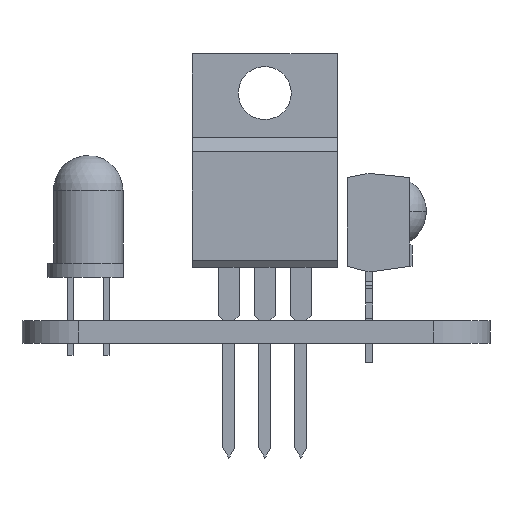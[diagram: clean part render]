
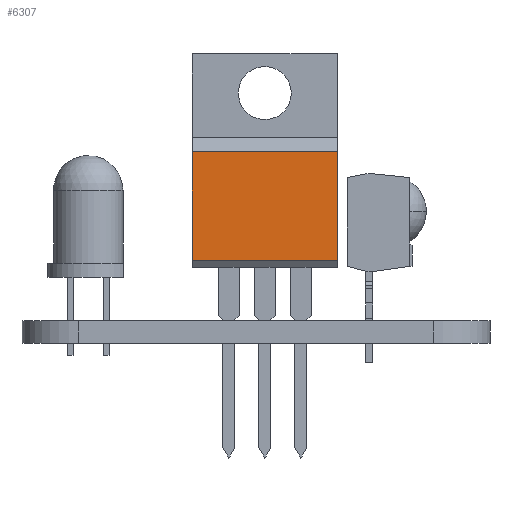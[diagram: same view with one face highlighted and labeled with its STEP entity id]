
A CAD part, front view. The second image highlights one B-rep face of the part: STEP entity #6307.
In plain terms, the highlighted planar face has unit normal (0, -1, 0).
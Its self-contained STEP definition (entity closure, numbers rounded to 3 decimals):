
#5749 = PLANE('',#5750);
#5750 = AXIS2_PLACEMENT_3D('',#5751,#5752,#5753);
#5751 = CARTESIAN_POINT('',(-2.585,0.,3.685));
#5752 = DIRECTION('',(1.,0.,0.));
#5753 = DIRECTION('',(0.,0.,1.));
#5830 = VERTEX_POINT('',#5831);
#5831 = CARTESIAN_POINT('',(-2.585,-1.295,11.875));
#5845 = PLANE('',#5846);
#5846 = AXIS2_PLACEMENT_3D('',#5847,#5848,#5849);
#5847 = CARTESIAN_POINT('',(-2.585,-1.295,11.875));
#5848 = DIRECTION('',(0.,-0.707,0.707
    ));
#5849 = DIRECTION('',(0.,0.707,0.707)
  );
#5857 = EDGE_CURVE('',#5858,#5830,#5860,.T.);
#5858 = VERTEX_POINT('',#5859);
#5859 = CARTESIAN_POINT('',(-2.585,-1.295,4.185));
#5860 = SURFACE_CURVE('',#5861,(#5865,#5872),.PCURVE_S1.);
#5861 = LINE('',#5862,#5863);
#5862 = CARTESIAN_POINT('',(-2.585,-1.295,4.185));
#5863 = VECTOR('',#5864,1.);
#5864 = DIRECTION('',(0.,0.,1.));
#5865 = PCURVE('',#5749,#5866);
#5866 = DEFINITIONAL_REPRESENTATION('',(#5867),#5871);
#5867 = LINE('',#5868,#5869);
#5868 = CARTESIAN_POINT('',(0.5,1.295));
#5869 = VECTOR('',#5870,1.);
#5870 = DIRECTION('',(1.,0.));
#5871 = ( GEOMETRIC_REPRESENTATION_CONTEXT(2) 
PARAMETRIC_REPRESENTATION_CONTEXT() REPRESENTATION_CONTEXT('2D SPACE',''
  ) );
#5872 = PCURVE('',#5873,#5878);
#5873 = PLANE('',#5874);
#5874 = AXIS2_PLACEMENT_3D('',#5875,#5876,#5877);
#5875 = CARTESIAN_POINT('',(-2.585,-1.295,4.185));
#5876 = DIRECTION('',(0.,-1.,0.));
#5877 = DIRECTION('',(0.,0.,1.));
#5878 = DEFINITIONAL_REPRESENTATION('',(#5879),#5883);
#5879 = LINE('',#5880,#5881);
#5880 = CARTESIAN_POINT('',(0.,0.));
#5881 = VECTOR('',#5882,1.);
#5882 = DIRECTION('',(1.,0.));
#5883 = ( GEOMETRIC_REPRESENTATION_CONTEXT(2) 
PARAMETRIC_REPRESENTATION_CONTEXT() REPRESENTATION_CONTEXT('2D SPACE',''
  ) );
#5899 = PLANE('',#5900);
#5900 = AXIS2_PLACEMENT_3D('',#5901,#5902,#5903);
#5901 = CARTESIAN_POINT('',(-2.585,0.,3.685));
#5902 = DIRECTION('',(0.,-0.36,-0.933
    ));
#5903 = DIRECTION('',(0.,-0.933,0.36
    ));
#6260 = VERTEX_POINT('',#6261);
#6261 = CARTESIAN_POINT('',(7.665,-1.295,4.185));
#6275 = PLANE('',#6276);
#6276 = AXIS2_PLACEMENT_3D('',#6277,#6278,#6279);
#6277 = CARTESIAN_POINT('',(7.665,0.,3.685));
#6278 = DIRECTION('',(1.,0.,0.));
#6279 = DIRECTION('',(0.,0.,1.));
#6287 = EDGE_CURVE('',#5858,#6260,#6288,.T.);
#6288 = SURFACE_CURVE('',#6289,(#6293,#6300),.PCURVE_S1.);
#6289 = LINE('',#6290,#6291);
#6290 = CARTESIAN_POINT('',(-2.585,-1.295,4.185));
#6291 = VECTOR('',#6292,1.);
#6292 = DIRECTION('',(1.,0.,0.));
#6293 = PCURVE('',#5899,#6294);
#6294 = DEFINITIONAL_REPRESENTATION('',(#6295),#6299);
#6295 = LINE('',#6296,#6297);
#6296 = CARTESIAN_POINT('',(1.388,0.));
#6297 = VECTOR('',#6298,1.);
#6298 = DIRECTION('',(0.,-1.));
#6299 = ( GEOMETRIC_REPRESENTATION_CONTEXT(2) 
PARAMETRIC_REPRESENTATION_CONTEXT() REPRESENTATION_CONTEXT('2D SPACE',''
  ) );
#6300 = PCURVE('',#5873,#6301);
#6301 = DEFINITIONAL_REPRESENTATION('',(#6302),#6306);
#6302 = LINE('',#6303,#6304);
#6303 = CARTESIAN_POINT('',(0.,0.));
#6304 = VECTOR('',#6305,1.);
#6305 = DIRECTION('',(0.,-1.));
#6306 = ( GEOMETRIC_REPRESENTATION_CONTEXT(2) 
PARAMETRIC_REPRESENTATION_CONTEXT() REPRESENTATION_CONTEXT('2D SPACE',''
  ) );
#6307 = ADVANCED_FACE('',(#6308),#5873,.T.);
#6308 = FACE_BOUND('',#6309,.T.);
#6309 = EDGE_LOOP('',(#6310,#6311,#6334,#6355));
#6310 = ORIENTED_EDGE('',*,*,#6287,.T.);
#6311 = ORIENTED_EDGE('',*,*,#6312,.T.);
#6312 = EDGE_CURVE('',#6260,#6313,#6315,.T.);
#6313 = VERTEX_POINT('',#6314);
#6314 = CARTESIAN_POINT('',(7.665,-1.295,11.875));
#6315 = SURFACE_CURVE('',#6316,(#6320,#6327),.PCURVE_S1.);
#6316 = LINE('',#6317,#6318);
#6317 = CARTESIAN_POINT('',(7.665,-1.295,4.185));
#6318 = VECTOR('',#6319,1.);
#6319 = DIRECTION('',(0.,0.,1.));
#6320 = PCURVE('',#5873,#6321);
#6321 = DEFINITIONAL_REPRESENTATION('',(#6322),#6326);
#6322 = LINE('',#6323,#6324);
#6323 = CARTESIAN_POINT('',(0.,-10.25));
#6324 = VECTOR('',#6325,1.);
#6325 = DIRECTION('',(1.,0.));
#6326 = ( GEOMETRIC_REPRESENTATION_CONTEXT(2) 
PARAMETRIC_REPRESENTATION_CONTEXT() REPRESENTATION_CONTEXT('2D SPACE',''
  ) );
#6327 = PCURVE('',#6275,#6328);
#6328 = DEFINITIONAL_REPRESENTATION('',(#6329),#6333);
#6329 = LINE('',#6330,#6331);
#6330 = CARTESIAN_POINT('',(0.5,1.295));
#6331 = VECTOR('',#6332,1.);
#6332 = DIRECTION('',(1.,0.));
#6333 = ( GEOMETRIC_REPRESENTATION_CONTEXT(2) 
PARAMETRIC_REPRESENTATION_CONTEXT() REPRESENTATION_CONTEXT('2D SPACE',''
  ) );
#6334 = ORIENTED_EDGE('',*,*,#6335,.F.);
#6335 = EDGE_CURVE('',#5830,#6313,#6336,.T.);
#6336 = SURFACE_CURVE('',#6337,(#6341,#6348),.PCURVE_S1.);
#6337 = LINE('',#6338,#6339);
#6338 = CARTESIAN_POINT('',(-2.585,-1.295,11.875));
#6339 = VECTOR('',#6340,1.);
#6340 = DIRECTION('',(1.,0.,0.));
#6341 = PCURVE('',#5873,#6342);
#6342 = DEFINITIONAL_REPRESENTATION('',(#6343),#6347);
#6343 = LINE('',#6344,#6345);
#6344 = CARTESIAN_POINT('',(7.69,0.));
#6345 = VECTOR('',#6346,1.);
#6346 = DIRECTION('',(0.,-1.));
#6347 = ( GEOMETRIC_REPRESENTATION_CONTEXT(2) 
PARAMETRIC_REPRESENTATION_CONTEXT() REPRESENTATION_CONTEXT('2D SPACE',''
  ) );
#6348 = PCURVE('',#5845,#6349);
#6349 = DEFINITIONAL_REPRESENTATION('',(#6350),#6354);
#6350 = LINE('',#6351,#6352);
#6351 = CARTESIAN_POINT('',(0.,0.));
#6352 = VECTOR('',#6353,1.);
#6353 = DIRECTION('',(0.,-1.));
#6354 = ( GEOMETRIC_REPRESENTATION_CONTEXT(2) 
PARAMETRIC_REPRESENTATION_CONTEXT() REPRESENTATION_CONTEXT('2D SPACE',''
  ) );
#6355 = ORIENTED_EDGE('',*,*,#5857,.F.);
